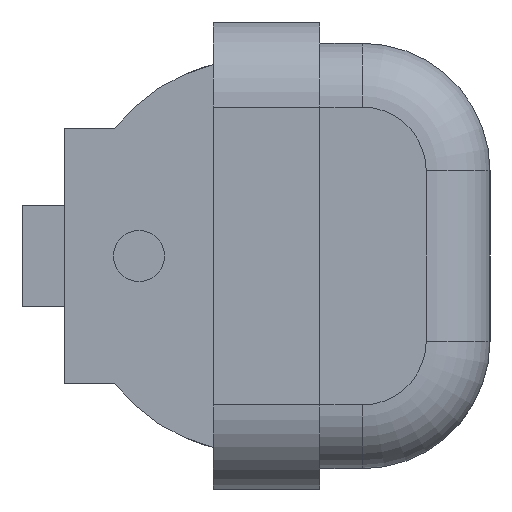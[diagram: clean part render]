
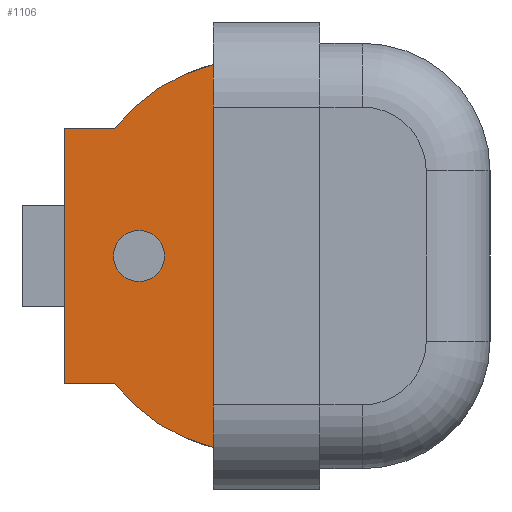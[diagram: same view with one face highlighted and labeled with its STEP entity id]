
A CAD part, left-side view. The second image highlights one B-rep face of the part: STEP entity #1106.
In plain terms, the highlighted planar face has unit normal (-1, 0, 0).
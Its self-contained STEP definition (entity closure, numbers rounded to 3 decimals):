
#22 = DIRECTION ( 'NONE',  ( -1., 0., 0. ) ) ;
#65 = VERTEX_POINT ( 'NONE', #3855 ) ;
#67 = EDGE_CURVE ( 'NONE', #1430, #1104, #2750, .T. ) ;
#104 = EDGE_LOOP ( 'NONE', ( #3821, #1006 ) ) ;
#116 = EDGE_CURVE ( 'NONE', #65, #2360, #869, .T. ) ;
#200 = EDGE_CURVE ( 'NONE', #65, #2647, #1831, .T. ) ;
#395 = VERTEX_POINT ( 'NONE', #1377 ) ;
#428 = AXIS2_PLACEMENT_3D ( 'NONE', #4594, #3538, #1401 ) ;
#513 = VERTEX_POINT ( 'NONE', #4509 ) ;
#612 = ORIENTED_EDGE ( 'NONE', *, *, #766, .F. ) ;
#635 = DIRECTION ( 'NONE',  ( 0., 0., 1. ) ) ;
#766 = EDGE_CURVE ( 'NONE', #2647, #3894, #4000, .T. ) ;
#773 = CARTESIAN_POINT ( 'NONE',  ( -51.835, 48.155, -58.759 ) ) ;
#777 = CARTESIAN_POINT ( 'NONE',  ( -51.835, 14.964, -24.623 ) ) ;
#824 = CIRCLE ( 'NONE', #2743, 42.078 ) ;
#869 = LINE ( 'NONE', #1416, #4542 ) ;
#897 = LINE ( 'NONE', #3028, #3520 ) ;
#1006 = ORIENTED_EDGE ( 'NONE', *, *, #67, .F. ) ;
#1045 = CARTESIAN_POINT ( 'NONE',  ( -51.835, 25., 1.241 ) ) ;
#1104 = VERTEX_POINT ( 'NONE', #1383 ) ;
#1106 = ADVANCED_FACE ( 'NONE', ( #1249, #3995 ), #2105, .T. ) ;
#1114 = AXIS2_PLACEMENT_3D ( 'NONE', #3074, #2817, #2850 ) ;
#1140 = DIRECTION ( 'NONE',  ( 0., 0., 1. ) ) ;
#1190 = CARTESIAN_POINT ( 'NONE',  ( -51.835, 25., -58.759 ) ) ;
#1249 = FACE_BOUND ( 'NONE', #104, .T. ) ;
#1326 = EDGE_CURVE ( 'NONE', #1104, #1430, #3434, .T. ) ;
#1375 = EDGE_LOOP ( 'NONE', ( #612, #3827, #3756, #4274, #4079, #1920 ) ) ;
#1377 = CARTESIAN_POINT ( 'NONE',  ( -51.835, 60., 1.241 ) ) ;
#1383 = CARTESIAN_POINT ( 'NONE',  ( -51.835, 42.5, -34.759 ) ) ;
#1401 = DIRECTION ( 'NONE',  ( 0., 0., 1. ) ) ;
#1416 = CARTESIAN_POINT ( 'NONE',  ( -51.835, 25., -73.759 ) ) ;
#1430 = VERTEX_POINT ( 'NONE', #2595 ) ;
#1553 = EDGE_CURVE ( 'NONE', #3894, #395, #897, .T. ) ;
#1685 = CARTESIAN_POINT ( 'NONE',  ( -51.835, 25., 16.241 ) ) ;
#1831 = CIRCLE ( 'NONE', #2065, 42.078 ) ;
#1920 = ORIENTED_EDGE ( 'NONE', *, *, #1553, .F. ) ;
#2065 = AXIS2_PLACEMENT_3D ( 'NONE', #3116, #2886, #2866 ) ;
#2105 = PLANE ( 'NONE',  #428 ) ;
#2158 = CARTESIAN_POINT ( 'NONE',  ( -51.835, 42.5, -28.759 ) ) ;
#2214 = VECTOR ( 'NONE', #4045, 1000. ) ;
#2360 = VERTEX_POINT ( 'NONE', #1685 ) ;
#2513 = DIRECTION ( 'NONE',  ( 0., 0., 1. ) ) ;
#2591 = AXIS2_PLACEMENT_3D ( 'NONE', #2158, #22, #2513 ) ;
#2595 = CARTESIAN_POINT ( 'NONE',  ( -51.835, 42.5, -22.759 ) ) ;
#2647 = VERTEX_POINT ( 'NONE', #773 ) ;
#2675 = VECTOR ( 'NONE', #4622, 1000. ) ;
#2743 = AXIS2_PLACEMENT_3D ( 'NONE', #777, #3287, #1140 ) ;
#2750 = CIRCLE ( 'NONE', #1114, 6. ) ;
#2817 = DIRECTION ( 'NONE',  ( -1., 0., 0. ) ) ;
#2850 = DIRECTION ( 'NONE',  ( 0., 0., 1. ) ) ;
#2866 = DIRECTION ( 'NONE',  ( 0., 0., 1. ) ) ;
#2886 = DIRECTION ( 'NONE',  ( 1., 0., 0. ) ) ;
#2957 = CARTESIAN_POINT ( 'NONE',  ( -51.835, 60., -58.759 ) ) ;
#3028 = CARTESIAN_POINT ( 'NONE',  ( -51.835, 60., -73.759 ) ) ;
#3074 = CARTESIAN_POINT ( 'NONE',  ( -51.835, 42.5, -28.759 ) ) ;
#3116 = CARTESIAN_POINT ( 'NONE',  ( -51.835, 14.964, -32.895 ) ) ;
#3287 = DIRECTION ( 'NONE',  ( -1., 0., 0. ) ) ;
#3368 = DIRECTION ( 'NONE',  ( 0., 0., 1. ) ) ;
#3434 = CIRCLE ( 'NONE', #2591, 6. ) ;
#3520 = VECTOR ( 'NONE', #3368, 1000. ) ;
#3538 = DIRECTION ( 'NONE',  ( -1., 0., 0. ) ) ;
#3622 = LINE ( 'NONE', #1045, #2675 ) ;
#3756 = ORIENTED_EDGE ( 'NONE', *, *, #116, .T. ) ;
#3769 = EDGE_CURVE ( 'NONE', #513, #395, #3622, .T. ) ;
#3821 = ORIENTED_EDGE ( 'NONE', *, *, #1326, .F. ) ;
#3827 = ORIENTED_EDGE ( 'NONE', *, *, #200, .F. ) ;
#3850 = EDGE_CURVE ( 'NONE', #2360, #513, #824, .T. ) ;
#3855 = CARTESIAN_POINT ( 'NONE',  ( -51.835, 25., -73.759 ) ) ;
#3894 = VERTEX_POINT ( 'NONE', #2957 ) ;
#3995 = FACE_OUTER_BOUND ( 'NONE', #1375, .T. ) ;
#4000 = LINE ( 'NONE', #1190, #2214 ) ;
#4045 = DIRECTION ( 'NONE',  ( 0., 1., 0. ) ) ;
#4079 = ORIENTED_EDGE ( 'NONE', *, *, #3769, .T. ) ;
#4274 = ORIENTED_EDGE ( 'NONE', *, *, #3850, .T. ) ;
#4509 = CARTESIAN_POINT ( 'NONE',  ( -51.835, 48.155, 1.241 ) ) ;
#4542 = VECTOR ( 'NONE', #635, 1000. ) ;
#4594 = CARTESIAN_POINT ( 'NONE',  ( -51.835, 25., -73.759 ) ) ;
#4622 = DIRECTION ( 'NONE',  ( 0., 1., 0. ) ) ;
